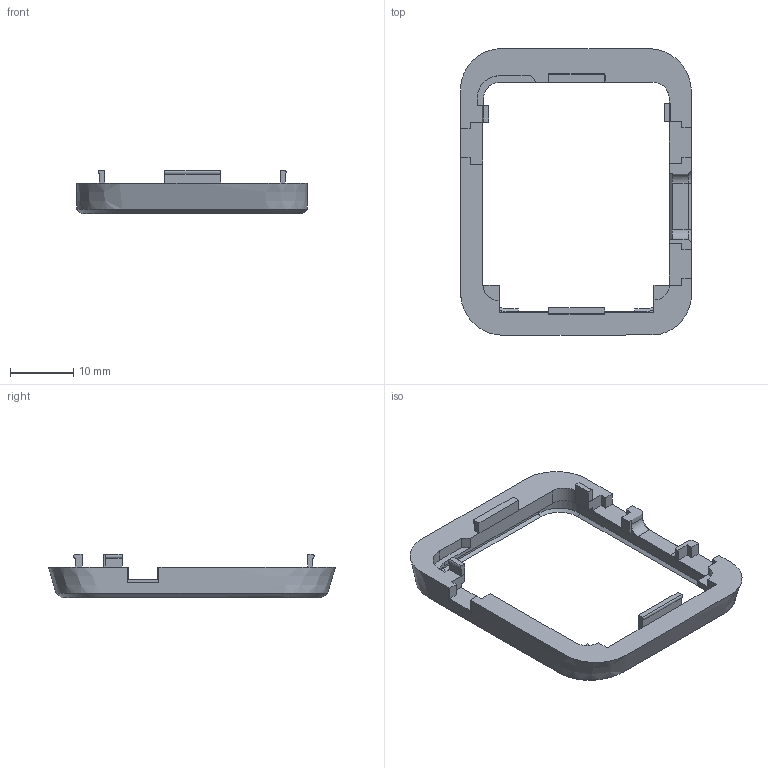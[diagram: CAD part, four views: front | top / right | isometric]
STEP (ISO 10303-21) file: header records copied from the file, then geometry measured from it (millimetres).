
FILE_DESCRIPTION(/* description */ (''),/* implementation_level */ '2;1');
FILE_NAME(/* name */ 'Case_Front_V8.step',/* time_stamp */ '2023-12-14T16:27:16+11:00',/* author */ (''),/* organization */ (''),/* preprocessor_version */ 'ST-DEVELOPER v20',/* originating_system */ 'Autodesk Translation Framework v12.14.0.127',/* authorisation */ '');
FILE_SCHEMA (('AUTOMOTIVE_DESIGN { 1 0 10303 214 3 1 1 }'));
Length unit declared in the file: millimetre
Products named in the file (1): TinyWATCH R3 Case
Bounding box: 36.4 x 45.2 x 6.83 mm (x, y, z)
Volume: 1785.6 mm3; surface area: 2569.6 mm2
Topology: 1 solids, 1 shells, 142 faces, 407 edges, 266 vertices
Faces by surface type: plane 111, cylinder 20, bspline 7, cone 4
Entity records: 5543 total; most frequent: CARTESIAN_POINT 1855, ORIENTED_EDGE 814, DIRECTION 686, EDGE_CURVE 407, LINE 324, VECTOR 324, VERTEX_POINT 266, AXIS2_PLACEMENT_3D 181
